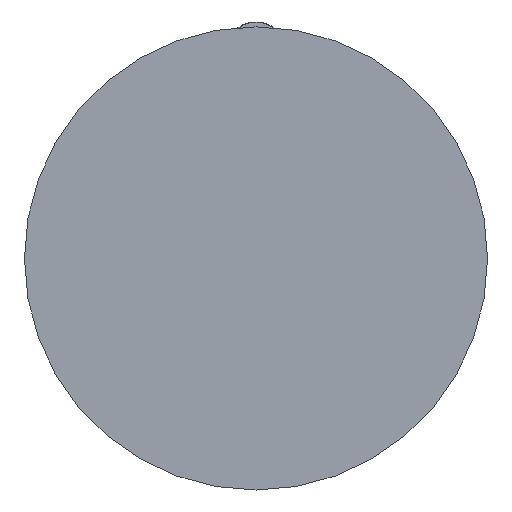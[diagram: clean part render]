
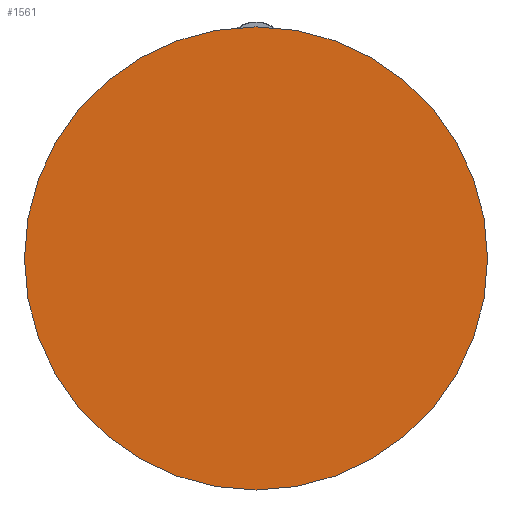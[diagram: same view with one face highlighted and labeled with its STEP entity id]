
A CAD part, front view. The second image highlights one B-rep face of the part: STEP entity #1561.
In plain terms, the highlighted planar face has unit normal (0, -1, 0).
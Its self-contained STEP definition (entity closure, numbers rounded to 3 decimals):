
#19=CARTESIAN_POINT('',(0.,42.8,0.));
#20=DIRECTION('',(0.,1.,0.));
#21=DIRECTION('',(1.,0.,0.));
#22=AXIS2_PLACEMENT_3D('',#19,#20,#21);
#24=CARTESIAN_POINT('',(0.,42.8,0.));
#25=DIRECTION('',(0.,1.,0.));
#26=DIRECTION('',(-1.,0.,0.));
#27=AXIS2_PLACEMENT_3D('',#24,#25,#26);
#1514=CARTESIAN_POINT('',(86.5,42.8,0.));
#1515=CARTESIAN_POINT('',(-86.5,42.8,0.));
#1516=VERTEX_POINT('',#1514);
#1517=VERTEX_POINT('',#1515);
#1550=CARTESIAN_POINT('',(103.8,42.8,-50.098));
#1551=DIRECTION('',(0.,1.,0.));
#1552=DIRECTION('',(0.,0.,1.));
#1553=AXIS2_PLACEMENT_3D('',#1550,#1551,#1552);
#1554=PLANE('',#1553);
#1556=ORIENTED_EDGE('',*,*,#1555,.T.);
#1558=ORIENTED_EDGE('',*,*,#1557,.T.);
#1559=EDGE_LOOP('',(#1556,#1558));
#1560=FACE_OUTER_BOUND('',#1559,.F.);
#1561=ADVANCED_FACE('',(#1560),#1554,.F.);
#23=CIRCLE('',#22,86.5);
#28=CIRCLE('',#27,86.5);
#1555=EDGE_CURVE('',#1516,#1517,#23,.T.);
#1557=EDGE_CURVE('',#1517,#1516,#28,.T.);
